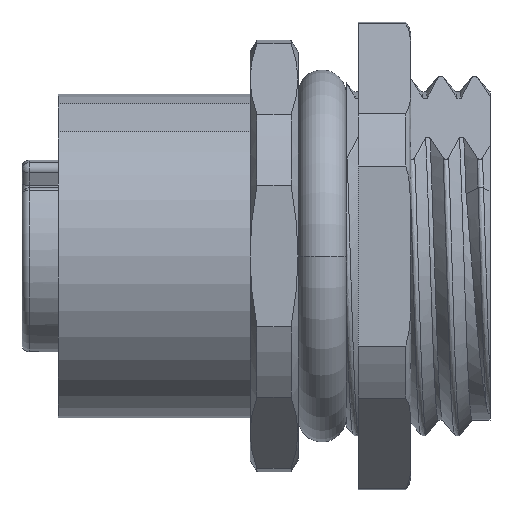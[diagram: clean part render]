
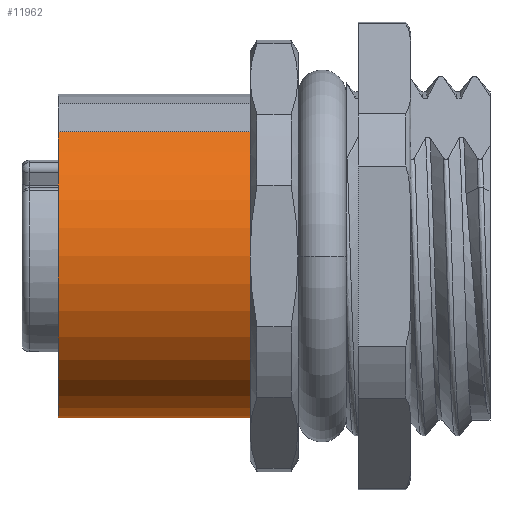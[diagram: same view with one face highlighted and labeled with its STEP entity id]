
A CAD part, left-side view. The second image highlights one B-rep face of the part: STEP entity #11962.
In plain terms, the highlighted cylindrical face has radius 6.75 mm (diameter 13.5 mm), a partial arc.
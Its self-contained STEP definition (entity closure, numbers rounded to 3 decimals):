
#452=CARTESIAN_POINT('',(0.,2.,0.));
#453=DIRECTION('',(0.,-1.,0.));
#454=DIRECTION('',(-0.641,0.,0.767));
#455=AXIS2_PLACEMENT_3D('',#452,#453,#454);
#457=DIRECTION('',(0.,-1.,0.));
#458=VECTOR('',#457,8.);
#459=CARTESIAN_POINT('',(2.323,10.,-6.338));
#460=LINE('',#459,#458);
#461=CARTESIAN_POINT('',(0.,10.,0.));
#462=DIRECTION('',(0.,1.,0.));
#463=DIRECTION('',(0.344,0.,-0.939));
#464=AXIS2_PLACEMENT_3D('',#461,#462,#463);
#466=DIRECTION('',(0.,1.,0.));
#467=VECTOR('',#466,8.);
#468=CARTESIAN_POINT('',(-4.327,2.,5.18));
#469=LINE('',#468,#467);
#9786=CARTESIAN_POINT('',(-4.327,10.,5.18));
#9788=VERTEX_POINT('',#9786);
#9789=CARTESIAN_POINT('',(2.323,10.,-6.338));
#9791=VERTEX_POINT('',#9789);
#9793=CARTESIAN_POINT('',(-4.327,2.,5.18));
#9794=VERTEX_POINT('',#9793);
#9799=CARTESIAN_POINT('',(2.323,2.,-6.338));
#9800=VERTEX_POINT('',#9799);
#11950=CARTESIAN_POINT('',(0.,2.,0.));
#11951=DIRECTION('',(0.,1.,0.));
#11952=DIRECTION('',(-0.866,0.,-0.5));
#11953=AXIS2_PLACEMENT_3D('',#11950,#11951,#11952);
#11954=CYLINDRICAL_SURFACE('',#11953,6.75);
#11955=ORIENTED_EDGE('',*,*,#11621,.T.);
#11957=ORIENTED_EDGE('',*,*,#11956,.F.);
#11958=ORIENTED_EDGE('',*,*,#11923,.T.);
#11959=ORIENTED_EDGE('',*,*,#11945,.F.);
#11960=EDGE_LOOP('',(#11955,#11957,#11958,#11959));
#11961=FACE_OUTER_BOUND('',#11960,.F.);
#456=CIRCLE('',#455,6.75);
#465=CIRCLE('',#464,6.75);
#11621=EDGE_CURVE('',#9794,#9800,#456,.T.);
#11923=EDGE_CURVE('',#9791,#9788,#465,.T.);
#11945=EDGE_CURVE('',#9794,#9788,#469,.T.);
#11956=EDGE_CURVE('',#9791,#9800,#460,.T.);
#11962=ADVANCED_FACE('',(#11961),#11954,.T.);
